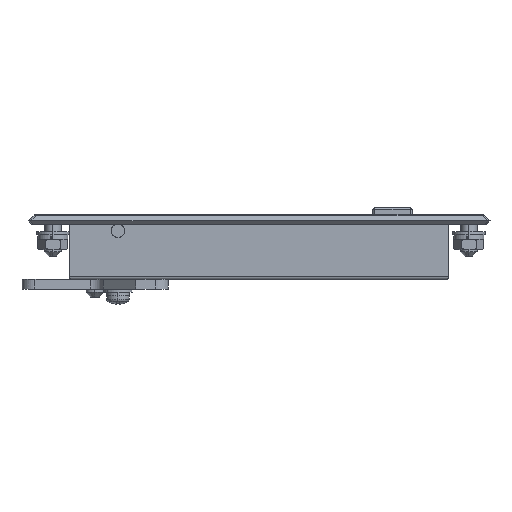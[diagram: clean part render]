
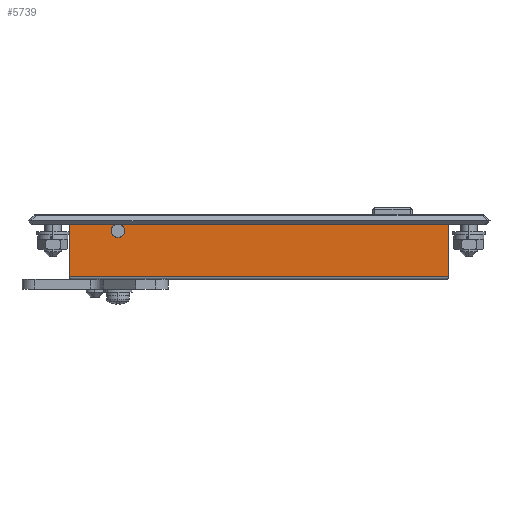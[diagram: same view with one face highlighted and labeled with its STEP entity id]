
A CAD part, left-side view. The second image highlights one B-rep face of the part: STEP entity #5739.
In plain terms, the highlighted planar face has unit normal (-1, 0, 0).
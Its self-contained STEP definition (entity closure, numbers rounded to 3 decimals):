
#34 = AXIS2_PLACEMENT_3D ( 'NONE', #1261, #7119, #2103 ) ;
#110 = CARTESIAN_POINT ( 'NONE',  ( -13., -101.85, 0. ) ) ;
#356 = CARTESIAN_POINT ( 'NONE',  ( -13., 14.85, 0. ) ) ;
#366 = DIRECTION ( 'NONE',  ( 0., 0., 1. ) ) ;
#1039 = DIRECTION ( 'NONE',  ( -1., 0., 0. ) ) ;
#1226 = EDGE_CURVE ( 'NONE', #6054, #1959, #4932, .T. ) ;
#1261 = CARTESIAN_POINT ( 'NONE',  ( -13., 0., -2. ) ) ;
#1340 = VERTEX_POINT ( 'NONE', #2012 ) ;
#1389 = ORIENTED_EDGE ( 'NONE', *, *, #1226, .F. ) ;
#1459 = EDGE_CURVE ( 'NONE', #6414, #1955, #3116, .T. ) ;
#1611 = LINE ( 'NONE', #4523, #5798 ) ;
#1955 = VERTEX_POINT ( 'NONE', #8523 ) ;
#1959 = VERTEX_POINT ( 'NONE', #5972 ) ;
#2012 = CARTESIAN_POINT ( 'NONE',  ( -13., -101.85, -16.2 ) ) ;
#2046 = CARTESIAN_POINT ( 'NONE',  ( -13., 0., -4.05 ) ) ;
#2103 = DIRECTION ( 'NONE',  ( 0., -1., 0. ) ) ;
#2132 = VECTOR ( 'NONE', #8751, 1000. ) ;
#2697 = CARTESIAN_POINT ( 'NONE',  ( -13., 14.85, -17. ) ) ;
#3116 = CIRCLE ( 'NONE', #8779, 2.05 ) ;
#3124 = EDGE_CURVE ( 'NONE', #4184, #6054, #9521, .T. ) ;
#3357 = ORIENTED_EDGE ( 'NONE', *, *, #3124, .F. ) ;
#3724 = EDGE_LOOP ( 'NONE', ( #3357, #8353, #6230, #5105, #9740, #6318, #1389 ) ) ;
#3829 = EDGE_CURVE ( 'NONE', #4184, #1340, #7673, .T. ) ;
#3845 = DIRECTION ( 'NONE',  ( -1., 0., 0. ) ) ;
#4184 = VERTEX_POINT ( 'NONE', #8291 ) ;
#4367 = PLANE ( 'NONE',  #8807 ) ;
#4520 = EDGE_CURVE ( 'NONE', #1340, #4987, #1611, .T. ) ;
#4523 = CARTESIAN_POINT ( 'NONE',  ( -13., -101.85, -17. ) ) ;
#4932 = LINE ( 'NONE', #5158, #9428 ) ;
#4987 = VERTEX_POINT ( 'NONE', #110 ) ;
#5105 = ORIENTED_EDGE ( 'NONE', *, *, #5180, .F. ) ;
#5158 = CARTESIAN_POINT ( 'NONE',  ( -13., 14.85, 0. ) ) ;
#5180 = EDGE_CURVE ( 'NONE', #1955, #4987, #6584, .T. ) ;
#5232 = EDGE_CURVE ( 'NONE', #1959, #6414, #10560, .T. ) ;
#5524 = FACE_OUTER_BOUND ( 'NONE', #3724, .T. ) ;
#5739 = ADVANCED_FACE ( 'NONE', ( #5524 ), #4367, .T. ) ;
#5798 = VECTOR ( 'NONE', #366, 1000. ) ;
#5972 = CARTESIAN_POINT ( 'NONE',  ( -13., 0.45, 0. ) ) ;
#6041 = DIRECTION ( 'NONE',  ( 0., -1., 0. ) ) ;
#6054 = VERTEX_POINT ( 'NONE', #9113 ) ;
#6230 = ORIENTED_EDGE ( 'NONE', *, *, #4520, .T. ) ;
#6318 = ORIENTED_EDGE ( 'NONE', *, *, #5232, .F. ) ;
#6414 = VERTEX_POINT ( 'NONE', #2046 ) ;
#6584 = LINE ( 'NONE', #356, #2132 ) ;
#6613 = CARTESIAN_POINT ( 'NONE',  ( -13., 14.85, -17. ) ) ;
#6885 = DIRECTION ( 'NONE',  ( 0., -1., 0. ) ) ;
#7119 = DIRECTION ( 'NONE',  ( -1., 0., 0. ) ) ;
#7673 = LINE ( 'NONE', #9409, #9641 ) ;
#8291 = CARTESIAN_POINT ( 'NONE',  ( -13., 14.85, -16.2 ) ) ;
#8353 = ORIENTED_EDGE ( 'NONE', *, *, #3829, .T. ) ;
#8523 = CARTESIAN_POINT ( 'NONE',  ( -13., -0.45, 0. ) ) ;
#8751 = DIRECTION ( 'NONE',  ( 0., -1., 0. ) ) ;
#8779 = AXIS2_PLACEMENT_3D ( 'NONE', #8868, #3845, #9718 ) ;
#8807 = AXIS2_PLACEMENT_3D ( 'NONE', #2697, #1039, #6885 ) ;
#8868 = CARTESIAN_POINT ( 'NONE',  ( -13., 0., -2. ) ) ;
#8991 = VECTOR ( 'NONE', #9094, 1000. ) ;
#9094 = DIRECTION ( 'NONE',  ( 0., 0., 1. ) ) ;
#9113 = CARTESIAN_POINT ( 'NONE',  ( -13., 14.85, 0. ) ) ;
#9364 = DIRECTION ( 'NONE',  ( 0., -1., 0. ) ) ;
#9409 = CARTESIAN_POINT ( 'NONE',  ( -13., -101.85, -16.2 ) ) ;
#9428 = VECTOR ( 'NONE', #9364, 1000. ) ;
#9521 = LINE ( 'NONE', #6613, #8991 ) ;
#9641 = VECTOR ( 'NONE', #6041, 1000. ) ;
#9718 = DIRECTION ( 'NONE',  ( 0., -1., 0. ) ) ;
#9740 = ORIENTED_EDGE ( 'NONE', *, *, #1459, .F. ) ;
#10560 = CIRCLE ( 'NONE', #34, 2.05 ) ;
